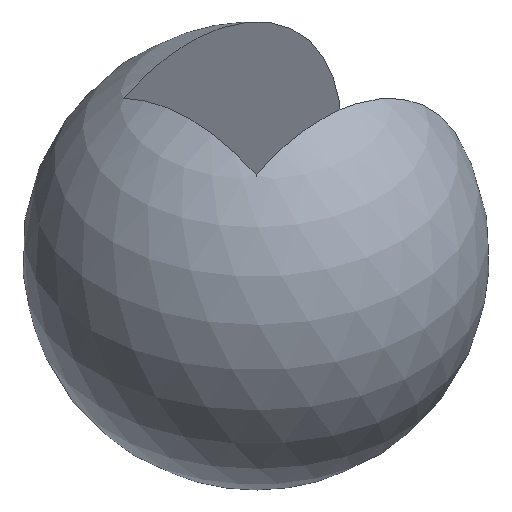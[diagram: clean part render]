
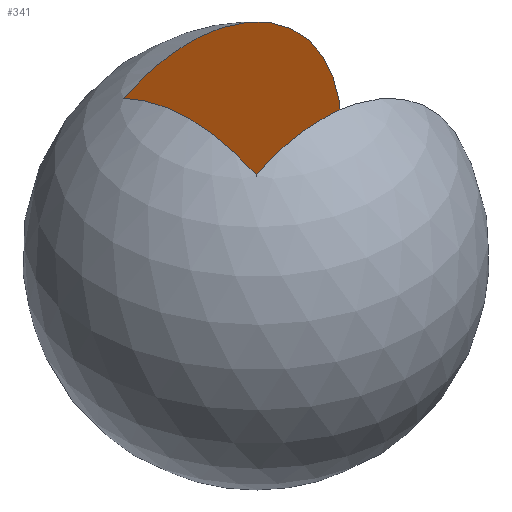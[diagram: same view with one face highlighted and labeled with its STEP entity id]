
A CAD part, isometric view. The second image highlights one B-rep face of the part: STEP entity #341.
In plain terms, the highlighted planar face has unit normal (0, -1, 0).
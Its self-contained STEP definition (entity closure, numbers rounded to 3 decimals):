
#24 = VERTEX_POINT('',#25);
#25 = CARTESIAN_POINT('',(-0.2,0.2,-0.412));
#33 = SPHERICAL_SURFACE('',#34,0.5);
#34 = AXIS2_PLACEMENT_3D('',#35,#36,#37);
#35 = CARTESIAN_POINT('',(0.,0.,0.));
#36 = DIRECTION('',(0.,0.,1.));
#37 = DIRECTION('',(1.,0.,0.));
#62 = PLANE('',#63);
#63 = AXIS2_PLACEMENT_3D('',#64,#65,#66);
#64 = CARTESIAN_POINT('',(-0.2,-0.2,-1.));
#65 = DIRECTION('',(1.,0.,0.));
#66 = DIRECTION('',(0.,0.,1.));
#166 = VERTEX_POINT('',#167);
#167 = CARTESIAN_POINT('',(-0.2,0.2,0.412));
#206 = EDGE_CURVE('',#166,#24,#207,.T.);
#207 = SURFACE_CURVE('',#208,(#213,#282),.PCURVE_S1.);
#208 = CIRCLE('',#209,0.458);
#209 = AXIS2_PLACEMENT_3D('',#210,#211,#212);
#210 = CARTESIAN_POINT('',(0.,0.2,0.));
#211 = DIRECTION('',(0.,1.,0.));
#212 = DIRECTION('',(0.,0.,1.));
#213 = PCURVE('',#33,#214);
#214 = DEFINITIONAL_REPRESENTATION('',(#215),#281);
#215 = B_SPLINE_CURVE_WITH_KNOTS('',10,(#216,#217,#218,#219,#220,#221,
    #222,#223,#224,#225,#226,#227,#228,#229,#230,#231,#232,#233,#234,
    #235,#236,#237,#238,#239,#240,#241,#242,#243,#244,#245,#246,#247,
    #248,#249,#250,#251,#252,#253,#254,#255,#256,#257,#258,#259,#260,
    #261,#262,#263,#264,#265,#266,#267,#268,#269,#270,#271,#272,#273,
    #274,#275,#276,#277,#278,#279,#280),.UNSPECIFIED.,.F.,.F.,(11,9,9,9,
    9,9,9,11),(5.832,6.337,6.78,
    7.554,8.715,9.296,9.586,
    9.876),.UNSPECIFIED.);
#216 = CARTESIAN_POINT('',(2.356,0.97));
#217 = CARTESIAN_POINT('',(2.304,1.005));
#218 = CARTESIAN_POINT('',(2.245,1.039));
#219 = CARTESIAN_POINT('',(2.176,1.07));
#220 = CARTESIAN_POINT('',(2.098,1.098));
#221 = CARTESIAN_POINT('',(2.009,1.122));
#222 = CARTESIAN_POINT('',(1.909,1.142));
#223 = CARTESIAN_POINT('',(1.797,1.155));
#224 = CARTESIAN_POINT('',(1.68,1.162));
#225 = CARTESIAN_POINT('',(1.562,1.162));
#226 = CARTESIAN_POINT('',(1.348,1.151));
#227 = CARTESIAN_POINT('',(1.251,1.14));
#228 = CARTESIAN_POINT('',(1.161,1.125));
#229 = CARTESIAN_POINT('',(1.078,1.106));
#230 = CARTESIAN_POINT('',(1.004,1.084));
#231 = CARTESIAN_POINT('',(0.938,1.058));
#232 = CARTESIAN_POINT('',(0.88,1.031));
#233 = CARTESIAN_POINT('',(0.828,1.001));
#234 = CARTESIAN_POINT('',(0.782,0.97));
#235 = CARTESIAN_POINT('',(0.671,0.88));
#236 = CARTESIAN_POINT('',(0.615,0.819));
#237 = CARTESIAN_POINT('',(0.571,0.755));
#238 = CARTESIAN_POINT('',(0.536,0.689));
#239 = CARTESIAN_POINT('',(0.507,0.622));
#240 = CARTESIAN_POINT('',(0.484,0.554));
#241 = CARTESIAN_POINT('',(0.465,0.485));
#242 = CARTESIAN_POINT('',(0.45,0.415));
#243 = CARTESIAN_POINT('',(0.438,0.345));
#244 = CARTESIAN_POINT('',(0.415,0.169));
#245 = CARTESIAN_POINT('',(0.408,0.062));
#246 = CARTESIAN_POINT('',(0.406,-0.044));
#247 = CARTESIAN_POINT('',(0.41,-0.151));
#248 = CARTESIAN_POINT('',(0.419,-0.257));
#249 = CARTESIAN_POINT('',(0.433,-0.363));
#250 = CARTESIAN_POINT('',(0.455,-0.468));
#251 = CARTESIAN_POINT('',(0.485,-0.571));
#252 = CARTESIAN_POINT('',(0.528,-0.672));
#253 = CARTESIAN_POINT('',(0.621,-0.817));
#254 = CARTESIAN_POINT('',(0.658,-0.864));
#255 = CARTESIAN_POINT('',(0.7,-0.91));
#256 = CARTESIAN_POINT('',(0.749,-0.954));
#257 = CARTESIAN_POINT('',(0.807,-0.996));
#258 = CARTESIAN_POINT('',(0.875,-1.035));
#259 = CARTESIAN_POINT('',(0.956,-1.07));
#260 = CARTESIAN_POINT('',(1.052,-1.1));
#261 = CARTESIAN_POINT('',(1.163,-1.124));
#262 = CARTESIAN_POINT('',(1.345,-1.149));
#263 = CARTESIAN_POINT('',(1.408,-1.155));
#264 = CARTESIAN_POINT('',(1.474,-1.159));
#265 = CARTESIAN_POINT('',(1.541,-1.162));
#266 = CARTESIAN_POINT('',(1.608,-1.162));
#267 = CARTESIAN_POINT('',(1.675,-1.159));
#268 = CARTESIAN_POINT('',(1.741,-1.155));
#269 = CARTESIAN_POINT('',(1.805,-1.149));
#270 = CARTESIAN_POINT('',(1.866,-1.141));
#271 = CARTESIAN_POINT('',(1.981,-1.12));
#272 = CARTESIAN_POINT('',(2.036,-1.109));
#273 = CARTESIAN_POINT('',(2.087,-1.095));
#274 = CARTESIAN_POINT('',(2.135,-1.08));
#275 = CARTESIAN_POINT('',(2.18,-1.064));
#276 = CARTESIAN_POINT('',(2.221,-1.047));
#277 = CARTESIAN_POINT('',(2.259,-1.029));
#278 = CARTESIAN_POINT('',(2.294,-1.01));
#279 = CARTESIAN_POINT('',(2.326,-0.99));
#280 = CARTESIAN_POINT('',(2.356,-0.97));
#281 = ( GEOMETRIC_REPRESENTATION_CONTEXT(2) 
PARAMETRIC_REPRESENTATION_CONTEXT() REPRESENTATION_CONTEXT('2D SPACE',''
  ) );
#282 = PCURVE('',#283,#288);
#283 = PLANE('',#284);
#284 = AXIS2_PLACEMENT_3D('',#285,#286,#287);
#285 = CARTESIAN_POINT('',(-0.2,0.2,-1.));
#286 = DIRECTION('',(0.,1.,0.));
#287 = DIRECTION('',(0.,0.,1.));
#288 = DEFINITIONAL_REPRESENTATION('',(#289),#293);
#289 = CIRCLE('',#290,0.458);
#290 = AXIS2_PLACEMENT_2D('',#291,#292);
#291 = CARTESIAN_POINT('',(1.,0.2));
#292 = DIRECTION('',(1.,0.));
#293 = ( GEOMETRIC_REPRESENTATION_CONTEXT(2) 
PARAMETRIC_REPRESENTATION_CONTEXT() REPRESENTATION_CONTEXT('2D SPACE',''
  ) );
#320 = EDGE_CURVE('',#24,#166,#321,.T.);
#321 = SURFACE_CURVE('',#322,(#326,#333),.PCURVE_S1.);
#322 = LINE('',#323,#324);
#323 = CARTESIAN_POINT('',(-0.2,0.2,-1.));
#324 = VECTOR('',#325,1.);
#325 = DIRECTION('',(0.,0.,1.));
#326 = PCURVE('',#62,#327);
#327 = DEFINITIONAL_REPRESENTATION('',(#328),#332);
#328 = LINE('',#329,#330);
#329 = CARTESIAN_POINT('',(0.,-0.4));
#330 = VECTOR('',#331,1.);
#331 = DIRECTION('',(1.,0.));
#332 = ( GEOMETRIC_REPRESENTATION_CONTEXT(2) 
PARAMETRIC_REPRESENTATION_CONTEXT() REPRESENTATION_CONTEXT('2D SPACE',''
  ) );
#333 = PCURVE('',#283,#334);
#334 = DEFINITIONAL_REPRESENTATION('',(#335),#339);
#335 = LINE('',#336,#337);
#336 = CARTESIAN_POINT('',(0.,0.));
#337 = VECTOR('',#338,1.);
#338 = DIRECTION('',(1.,0.));
#339 = ( GEOMETRIC_REPRESENTATION_CONTEXT(2) 
PARAMETRIC_REPRESENTATION_CONTEXT() REPRESENTATION_CONTEXT('2D SPACE',''
  ) );
#341 = ADVANCED_FACE('',(#342),#283,.F.);
#342 = FACE_BOUND('',#343,.F.);
#343 = EDGE_LOOP('',(#344,#345));
#344 = ORIENTED_EDGE('',*,*,#320,.T.);
#345 = ORIENTED_EDGE('',*,*,#206,.T.);
